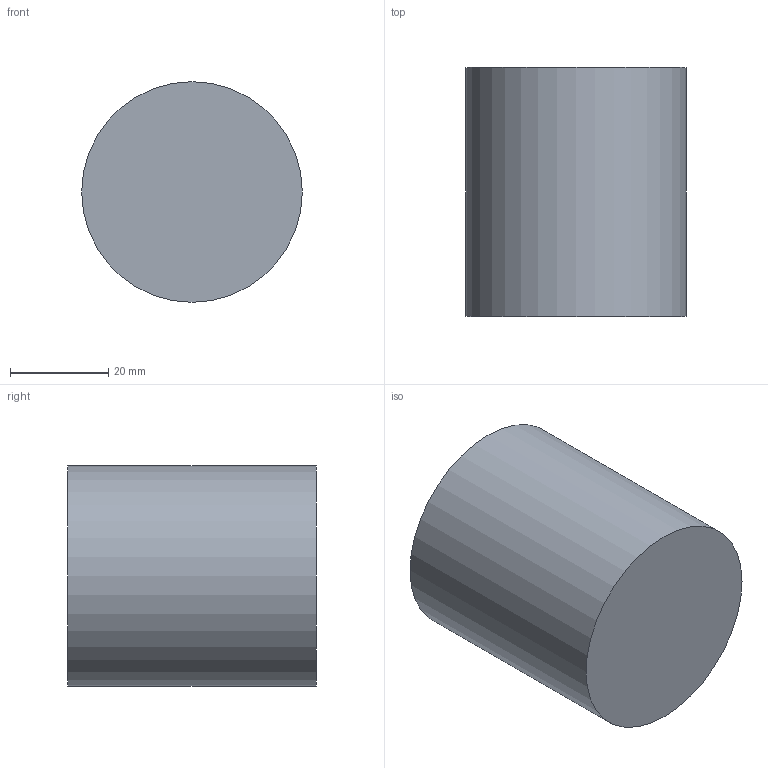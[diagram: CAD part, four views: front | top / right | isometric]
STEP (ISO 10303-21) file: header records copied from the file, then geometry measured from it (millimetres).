
FILE_DESCRIPTION(/* description */ (''),/* implementation_level */ '2;1');
FILE_NAME(/* name */ 'FrontPlatePostEndSide.stp',/* time_stamp */ '2024-04-02T16:47:28-04:00',/* author */ ('yusuf'),/* organization */ (''),/* preprocessor_version */ 'ST-DEVELOPER v19.2',/* originating_system */ 'Autodesk Inventor 2024',/* authorisation */ '');
FILE_SCHEMA (('AUTOMOTIVE_DESIGN { 1 0 10303 214 3 1 1 }'));
Length unit declared in the file: inch
Products named in the file (1): FrontPlatePostNoKey
Bounding box: 45.01 x 50.8 x 45.01 mm (x, y, z)
Volume: 77607.9 mm3; surface area: 12392 mm2
Topology: 1 solids, 1 shells, 11 faces, 15 edges, 10 vertices
Faces by surface type: plane 6, cylinder 5
Full cylindrical faces by diameter (mm): 6.35 x4, 45.009 x1
Entity records: 284 total; most frequent: DIRECTION 49, CARTESIAN_POINT 37, ORIENTED_EDGE 30, AXIS2_PLACEMENT_3D 22, EDGE_LOOP 15, EDGE_CURVE 15, FACE_OUTER_BOUND 11, ADVANCED_FACE 11
